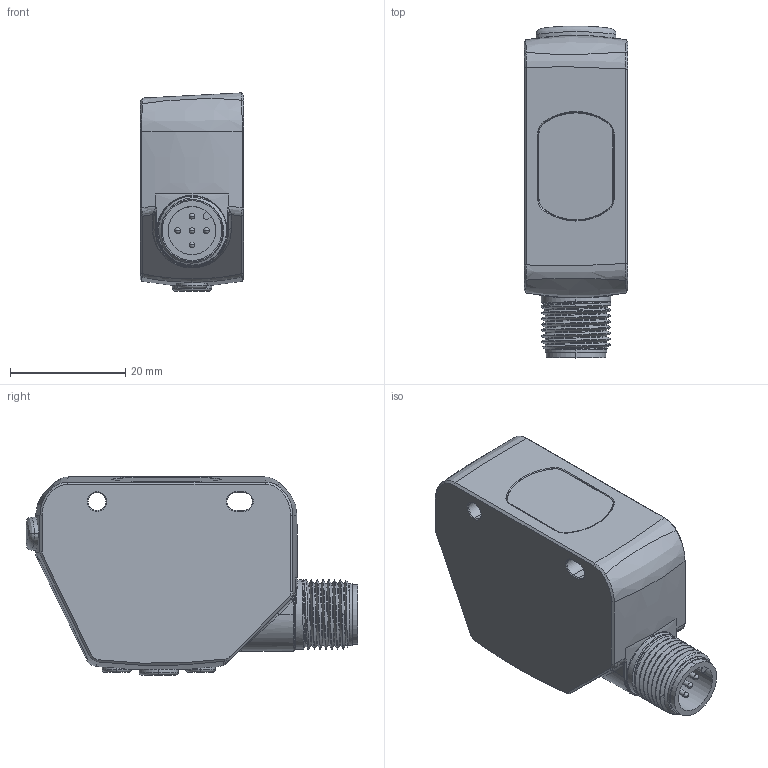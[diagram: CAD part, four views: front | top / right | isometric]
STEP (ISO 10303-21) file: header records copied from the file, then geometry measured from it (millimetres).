
FILE_DESCRIPTION((''),'2;1');
FILE_NAME('191738_ASM','2015-11-30T',('pdmadmin'),(''),'PRO/ENGINEER BY PARAMETRIC TECHNOLOGY CORPORATION, 2013230','PRO/ENGINEER BY PARAMETRIC TECHNOLOGY CORPORATION, 2013230','');
FILE_SCHEMA(('CONFIG_CONTROL_DESIGN'));
Length unit declared in the file: millimetre
Products named in the file (9): 191738_HOUSING; 191738_CONNECTOR; 191738_SMALL_BTN; 191738_LARGE_BTN; 191738_DISP_WINDOW; 191738_INDICATOR; 191738_FRONT_WINDOW; 191738_COVER; 191738_ASM
Assembly tree (9 placements, depth 2):
  191738_ASM
    191738_HOUSING
    191738_CONNECTOR
    191738_SMALL_BTN  x2
    191738_LARGE_BTN
    191738_DISP_WINDOW
    191738_INDICATOR
    191738_FRONT_WINDOW
    191738_COVER
Bounding box: 18 x 57.54 x 34.38 mm (x, y, z)
Volume: 23544.1 mm3; surface area: 11126.5 mm2
Topology: 9 solids, 11 shells, 362 faces, 864 edges, 524 vertices
Faces by surface type: cylinder 117, plane 102, bspline 80, cone 35, sphere 12, torus 8, extrusion 7, revolution 1
Entity records: 16779 total; most frequent: CARTESIAN_POINT 8812, ORIENTED_EDGE 1676, DIRECTION 1496, EDGE_CURVE 842, AXIS2_PLACEMENT_3D 545, VERTEX_POINT 518, VECTOR 405, LINE 398
